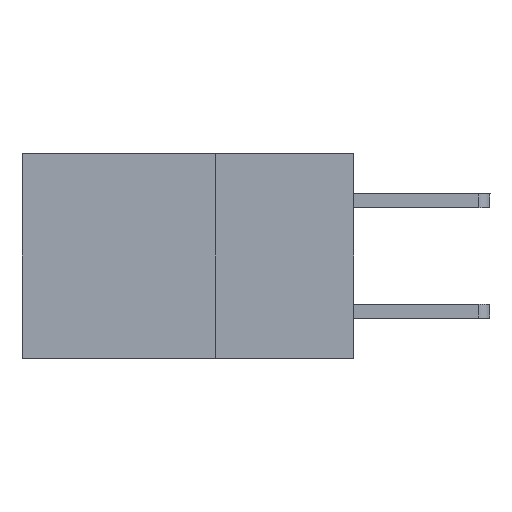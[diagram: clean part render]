
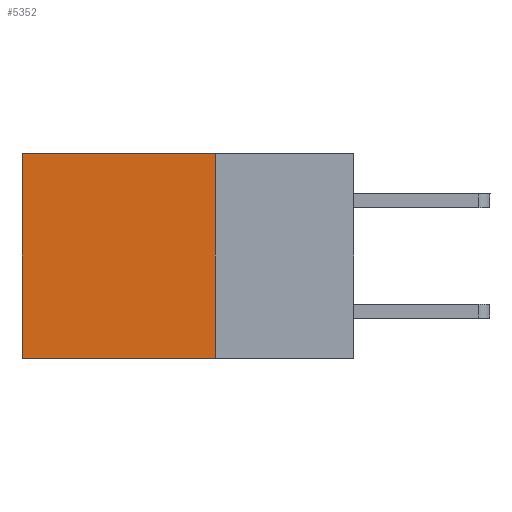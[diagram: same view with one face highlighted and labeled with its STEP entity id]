
A CAD part, left-side view. The second image highlights one B-rep face of the part: STEP entity #5352.
In plain terms, the highlighted planar face has unit normal (-1, 0, 0).
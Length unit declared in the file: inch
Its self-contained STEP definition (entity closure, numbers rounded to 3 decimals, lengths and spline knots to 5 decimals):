
#182 = CARTESIAN_POINT ( 'NONE',  ( 0.2875, 0.25, -0.37 ) ) ;
#723 = FACE_OUTER_BOUND ( 'NONE', #10043, .T. ) ;
#766 = EDGE_CURVE ( 'NONE', #10115, #6200, #7491, .T. ) ;
#940 = CARTESIAN_POINT ( 'NONE',  ( 0.2875, 0.6, 0. ) ) ;
#2131 = DIRECTION ( 'NONE',  ( 0., 0., -1. ) ) ;
#2211 = LINE ( 'NONE', #7096, #10451 ) ;
#2294 = VERTEX_POINT ( 'NONE', #11825 ) ;
#2643 = CARTESIAN_POINT ( 'NONE',  ( 0.2875, 0.25, 0. ) ) ;
#2891 = EDGE_CURVE ( 'NONE', #2294, #6200, #5770, .T. ) ;
#4682 = ORIENTED_EDGE ( 'NONE', *, *, #9501, .T. ) ;
#5352 = ADVANCED_FACE ( 'NONE', ( #723 ), #12784, .F. ) ;
#5665 = CARTESIAN_POINT ( 'NONE',  ( 0.2875, 0.25, -0.37 ) ) ;
#5770 = LINE ( 'NONE', #940, #13475 ) ;
#5925 = ORIENTED_EDGE ( 'NONE', *, *, #2891, .T. ) ;
#6200 = VERTEX_POINT ( 'NONE', #13863 ) ;
#7096 = CARTESIAN_POINT ( 'NONE',  ( 0.2875, 0.25, 0. ) ) ;
#7491 = LINE ( 'NONE', #5665, #8129 ) ;
#7548 = CARTESIAN_POINT ( 'NONE',  ( 0.2875, 0.25, 0. ) ) ;
#7595 = AXIS2_PLACEMENT_3D ( 'NONE', #9628, #8629, #2131 ) ;
#8019 = LINE ( 'NONE', #2643, #10796 ) ;
#8028 = DIRECTION ( 'NONE',  ( 0., 1., 0. ) ) ;
#8124 = DIRECTION ( 'NONE',  ( 0., 0., -1. ) ) ;
#8129 = VECTOR ( 'NONE', #8028, 39.37008 ) ;
#8496 = VERTEX_POINT ( 'NONE', #7548 ) ;
#8629 = DIRECTION ( 'NONE',  ( 1., 0., 0. ) ) ;
#9501 = EDGE_CURVE ( 'NONE', #8496, #2294, #8019, .T. ) ;
#9628 = CARTESIAN_POINT ( 'NONE',  ( 0.2875, 0.25, 0. ) ) ;
#9641 = DIRECTION ( 'NONE',  ( 0., 0., -1. ) ) ;
#10043 = EDGE_LOOP ( 'NONE', ( #5925, #10147, #13509, #4682 ) ) ;
#10115 = VERTEX_POINT ( 'NONE', #182 ) ;
#10147 = ORIENTED_EDGE ( 'NONE', *, *, #766, .F. ) ;
#10152 = DIRECTION ( 'NONE',  ( 0., 1., 0. ) ) ;
#10451 = VECTOR ( 'NONE', #8124, 39.37008 ) ;
#10796 = VECTOR ( 'NONE', #10152, 39.37008 ) ;
#11825 = CARTESIAN_POINT ( 'NONE',  ( 0.2875, 0.6, 0. ) ) ;
#12415 = EDGE_CURVE ( 'NONE', #8496, #10115, #2211, .T. ) ;
#12784 = PLANE ( 'NONE',  #7595 ) ;
#13475 = VECTOR ( 'NONE', #9641, 39.37008 ) ;
#13509 = ORIENTED_EDGE ( 'NONE', *, *, #12415, .F. ) ;
#13863 = CARTESIAN_POINT ( 'NONE',  ( 0.2875, 0.6, -0.37 ) ) ;
